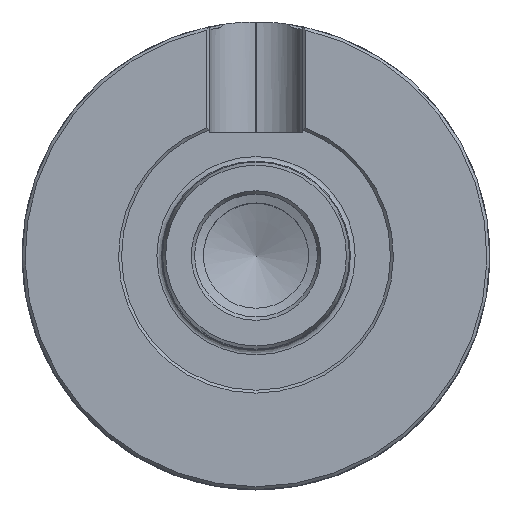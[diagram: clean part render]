
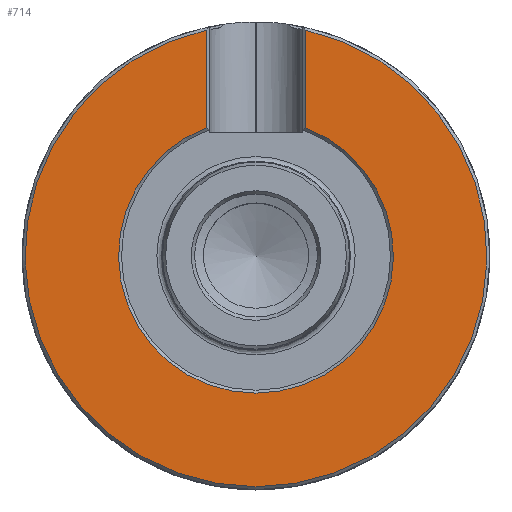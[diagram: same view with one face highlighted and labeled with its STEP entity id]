
A CAD part, top view. The second image highlights one B-rep face of the part: STEP entity #714.
In plain terms, the highlighted face is planar.
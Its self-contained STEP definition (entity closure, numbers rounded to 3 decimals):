
#473=PLANE('',#7836);
#714=ADVANCED_FACE('CU_VLE_LO_SU_1',(#1227),#473,.T.);
#1227=FACE_OUTER_BOUND('',#1618,.T.);
#1618=EDGE_LOOP('',(#3838,#3839,#3840,#3841));
#2418=LINE('',#16378,#2904);
#2419=LINE('',#16382,#2905);
#2904=VECTOR('',#8745,1.);
#2905=VECTOR('',#8748,1.);
#3838=ORIENTED_EDGE('',*,*,#6616,.F.);
#3839=ORIENTED_EDGE('',*,*,#6618,.T.);
#3840=ORIENTED_EDGE('',*,*,#6619,.T.);
#3841=ORIENTED_EDGE('',*,*,#6620,.T.);
#5886=VERTEX_POINT('',#16370);
#5887=VERTEX_POINT('',#16372);
#5888=VERTEX_POINT('',#16379);
#5889=VERTEX_POINT('',#16381);
#6616=EDGE_CURVE('',#5886,#5887,#7540,.T.);
#6618=EDGE_CURVE('',#5886,#5888,#2418,.T.);
#6619=EDGE_CURVE('',#5888,#5889,#7541,.T.);
#6620=EDGE_CURVE('',#5889,#5887,#2419,.T.);
#7540=CIRCLE('',#7833,23.5);
#7541=CIRCLE('',#7835,39.5);
#7833=AXIS2_PLACEMENT_3D('',#16371,#8741,#8742);
#7835=AXIS2_PLACEMENT_3D('',#16380,#8746,#8747);
#7836=AXIS2_PLACEMENT_3D('',#16383,#8749,#8750);
#8741=DIRECTION('',(0.,1.,0.));
#8742=DIRECTION('',(-1.,0.,0.));
#8745=DIRECTION('',(0.,0.,1.));
#8746=DIRECTION('',(0.,1.,0.));
#8747=DIRECTION('',(-1.,0.,0.));
#8748=DIRECTION('',(0.,0.,-1.));
#8749=DIRECTION('',(0.,1.,0.));
#8750=DIRECTION('',(-1.,0.,0.));
#16370=CARTESIAN_POINT('',(8.511,0.,21.905));
#16371=CARTESIAN_POINT('',(0.,0.,0.));
#16372=CARTESIAN_POINT('',(-8.511,0.,21.905));
#16378=CARTESIAN_POINT('',(8.511,0.,23.5));
#16379=CARTESIAN_POINT('',(8.511,0.,38.572));
#16380=CARTESIAN_POINT('',(0.,0.,0.));
#16381=CARTESIAN_POINT('',(-8.511,0.,38.572));
#16382=CARTESIAN_POINT('',(-8.511,0.,23.5));
#16383=CARTESIAN_POINT('',(0.,0.,23.5));
